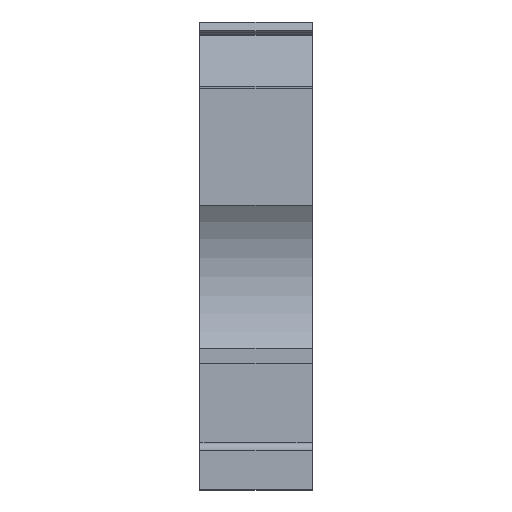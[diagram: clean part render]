
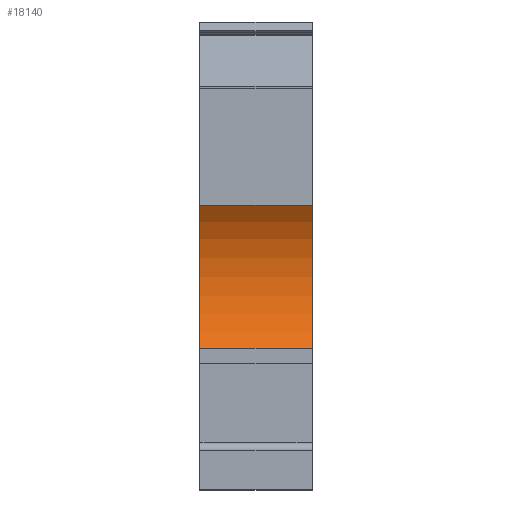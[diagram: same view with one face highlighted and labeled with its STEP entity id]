
A CAD part, front view. The second image highlights one B-rep face of the part: STEP entity #18140.
In plain terms, the highlighted cylindrical face has radius 13.2 mm (diameter 26.4 mm), a partial arc.
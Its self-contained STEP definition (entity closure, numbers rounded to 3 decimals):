
#2930=CARTESIAN_POINT('',(-42.471,23.895,-323.65));
#2940=VERTEX_POINT('',#2930);
#2970=CARTESIAN_POINT('',(-53.156,16.145,
-323.65));
#2980=DIRECTION('',(0.,0.,-1.));
#2990=DIRECTION('',(-1.,0.,0.));
#3000=AXIS2_PLACEMENT_3D('',#2970,#2980,#2990);
#3010=CIRCLE('',#3000,13.2);
#3020=CARTESIAN_POINT('',(-42.471,8.395,-323.65));
#3030=VERTEX_POINT('',#3020);
#3040=EDGE_CURVE('',#2940,#3030,#3010,.T.);
#6800=CARTESIAN_POINT('',(-42.471,8.395,-311.5));
#6810=VERTEX_POINT('',#6800);
#6840=CARTESIAN_POINT('',(-53.156,16.145,
-311.5));
#6850=DIRECTION('',(0.,0.,-1.));
#6860=DIRECTION('',(-1.,0.,0.));
#6870=AXIS2_PLACEMENT_3D('',#6840,#6850,#6860);
#6880=CIRCLE('',#6870,13.2);
#6890=CARTESIAN_POINT('',(-42.471,23.895,-311.5));
#6900=VERTEX_POINT('',#6890);
#6910=EDGE_CURVE('',#6900,#6810,#6880,.T.);
#17930=CARTESIAN_POINT('',(-53.156,16.145,
-323.65));
#17940=DIRECTION('',(0.,0.,-1.));
#17950=DIRECTION('',(-1.,0.,0.));
#17960=AXIS2_PLACEMENT_3D('',#17930,#17940,#17950);
#17970=CYLINDRICAL_SURFACE('',#17960,13.2);
#17980=ORIENTED_EDGE('',*,*,#3040,.T.);
#17990=CARTESIAN_POINT('',(-42.471,23.895,
-323.65));
#18000=DIRECTION('',(0.,0.,-1.));
#18010=VECTOR('',#18000,1.);
#18020=LINE('',#17990,#18010);
#18030=EDGE_CURVE('',#6900,#2940,#18020,.T.);
#18040=ORIENTED_EDGE('',*,*,#18030,.T.);
#18050=ORIENTED_EDGE('',*,*,#6910,.F.);
#18060=CARTESIAN_POINT('',(-42.471,8.395,
-323.65));
#18070=DIRECTION('',(0.,0.,-1.));
#18080=VECTOR('',#18070,1.);
#18090=LINE('',#18060,#18080);
#18100=EDGE_CURVE('',#6810,#3030,#18090,.T.);
#18110=ORIENTED_EDGE('',*,*,#18100,.F.);
#18120=EDGE_LOOP('',(#18110,#18050,#18040,#17980));
#18130=FACE_OUTER_BOUND('',#18120,.T.);
#18140=ADVANCED_FACE('',(#18130),#17970,.F.);
